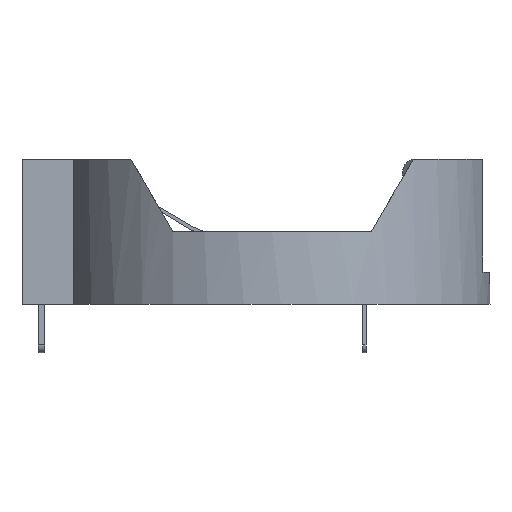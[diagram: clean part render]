
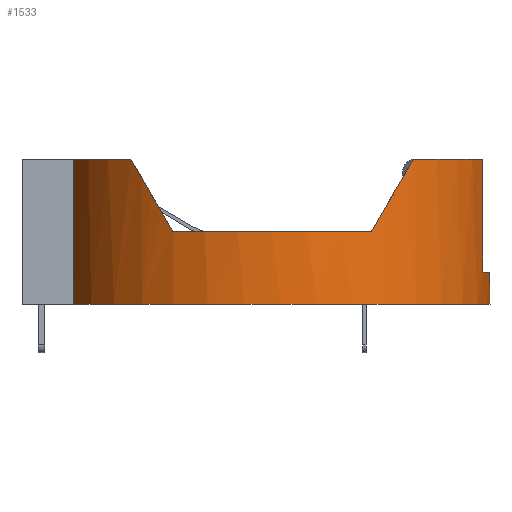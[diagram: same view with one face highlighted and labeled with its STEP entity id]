
A CAD part, front view. The second image highlights one B-rep face of the part: STEP entity #1533.
In plain terms, the highlighted cylindrical face has radius 13.5 mm (diameter 27 mm), a partial arc.
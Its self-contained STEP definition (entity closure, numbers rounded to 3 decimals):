
#289 = VERTEX_POINT('',#290);
#290 = CARTESIAN_POINT('',(27.365,-3.4,2.));
#296 = EDGE_CURVE('',#297,#289,#299,.T.);
#297 = VERTEX_POINT('',#298);
#298 = CARTESIAN_POINT('',(27.365,3.4,2.));
#299 = CIRCLE('',#300,13.5);
#300 = AXIS2_PLACEMENT_3D('',#301,#302,#303);
#301 = CARTESIAN_POINT('',(14.3,0.,2.));
#302 = DIRECTION('',(0.,0.,-1.));
#303 = DIRECTION('',(1.,0.,0.));
#671 = VERTEX_POINT('',#672);
#672 = CARTESIAN_POINT('',(1.971,-5.5,0.));
#678 = EDGE_CURVE('',#679,#671,#681,.T.);
#679 = VERTEX_POINT('',#680);
#680 = CARTESIAN_POINT('',(1.971,-5.5,9.));
#681 = LINE('',#682,#683);
#682 = CARTESIAN_POINT('',(1.971,-5.5,40.5));
#683 = VECTOR('',#684,1.);
#684 = DIRECTION('',(0.,0.,-1.));
#733 = VERTEX_POINT('',#734);
#734 = CARTESIAN_POINT('',(1.971,5.5,9.));
#740 = EDGE_CURVE('',#733,#741,#743,.T.);
#741 = VERTEX_POINT('',#742);
#742 = CARTESIAN_POINT('',(1.971,5.5,0.));
#743 = LINE('',#744,#745);
#744 = CARTESIAN_POINT('',(1.971,5.5,40.5));
#745 = VECTOR('',#746,1.);
#746 = DIRECTION('',(0.,0.,-1.));
#1173 = EDGE_CURVE('',#741,#671,#1174,.T.);
#1174 = CIRCLE('',#1175,13.5);
#1175 = AXIS2_PLACEMENT_3D('',#1176,#1177,#1178);
#1176 = CARTESIAN_POINT('',(14.3,0.,0.));
#1177 = DIRECTION('',(0.,0.,-1.));
#1178 = DIRECTION('',(1.,0.,0.));
#1514 = EDGE_CURVE('',#1515,#679,#1517,.T.);
#1515 = VERTEX_POINT('',#1516);
#1516 = CARTESIAN_POINT('',(5.552,-10.282,9.));
#1517 = CIRCLE('',#1518,13.5);
#1518 = AXIS2_PLACEMENT_3D('',#1519,#1520,#1521);
#1519 = CARTESIAN_POINT('',(14.3,0.,9.));
#1520 = DIRECTION('',(0.,0.,-1.));
#1521 = DIRECTION('',(1.,0.,0.));
#1533 = ADVANCED_FACE('',(#1534),#1634,.T.);
#1534 = FACE_BOUND('',#1535,.T.);
#1535 = EDGE_LOOP('',(#1536,#1537,#1538,#1539,#1548,#1557,#1566,#1575,
    #1584,#1590,#1591,#1599,#1608,#1617,#1626,#1633));
#1536 = ORIENTED_EDGE('',*,*,#678,.T.);
#1537 = ORIENTED_EDGE('',*,*,#1173,.F.);
#1538 = ORIENTED_EDGE('',*,*,#740,.F.);
#1539 = ORIENTED_EDGE('',*,*,#1540,.T.);
#1540 = EDGE_CURVE('',#733,#1541,#1543,.T.);
#1541 = VERTEX_POINT('',#1542);
#1542 = CARTESIAN_POINT('',(5.552,10.282,9.));
#1543 = CIRCLE('',#1544,13.5);
#1544 = AXIS2_PLACEMENT_3D('',#1545,#1546,#1547);
#1545 = CARTESIAN_POINT('',(14.3,0.,9.));
#1546 = DIRECTION('',(0.,0.,-1.));
#1547 = DIRECTION('',(1.,0.,0.));
#1548 = ORIENTED_EDGE('',*,*,#1549,.T.);
#1549 = EDGE_CURVE('',#1541,#1550,#1552,.T.);
#1550 = VERTEX_POINT('',#1551);
#1551 = CARTESIAN_POINT('',(8.15,12.018,4.5));
#1552 = ELLIPSE('',#1553,27.,13.5);
#1553 = AXIS2_PLACEMENT_3D('',#1554,#1555,#1556);
#1554 = CARTESIAN_POINT('',(14.3,0.,-6.152));
#1555 = DIRECTION('',(-0.866,0.,-0.5));
#1556 = DIRECTION('',(0.5,0.,-0.866));
#1557 = ORIENTED_EDGE('',*,*,#1558,.F.);
#1558 = EDGE_CURVE('',#1559,#1550,#1561,.T.);
#1559 = VERTEX_POINT('',#1560);
#1560 = CARTESIAN_POINT('',(20.45,12.018,4.5));
#1561 = CIRCLE('',#1562,13.5);
#1562 = AXIS2_PLACEMENT_3D('',#1563,#1564,#1565);
#1563 = CARTESIAN_POINT('',(14.3,0.,4.5));
#1564 = DIRECTION('',(0.,0.,1.));
#1565 = DIRECTION('',(-1.,0.,0.));
#1566 = ORIENTED_EDGE('',*,*,#1567,.T.);
#1567 = EDGE_CURVE('',#1559,#1568,#1570,.T.);
#1568 = VERTEX_POINT('',#1569);
#1569 = CARTESIAN_POINT('',(23.048,10.282,9.));
#1570 = ELLIPSE('',#1571,27.,13.5);
#1571 = AXIS2_PLACEMENT_3D('',#1572,#1573,#1574);
#1572 = CARTESIAN_POINT('',(14.3,0.,-6.152));
#1573 = DIRECTION('',(0.866,0.,-0.5));
#1574 = DIRECTION('',(-0.5,0.,-0.866));
#1575 = ORIENTED_EDGE('',*,*,#1576,.T.);
#1576 = EDGE_CURVE('',#1568,#1577,#1579,.T.);
#1577 = VERTEX_POINT('',#1578);
#1578 = CARTESIAN_POINT('',(27.365,3.4,9.));
#1579 = CIRCLE('',#1580,13.5);
#1580 = AXIS2_PLACEMENT_3D('',#1581,#1582,#1583);
#1581 = CARTESIAN_POINT('',(14.3,0.,9.));
#1582 = DIRECTION('',(0.,0.,-1.));
#1583 = DIRECTION('',(1.,0.,0.));
#1584 = ORIENTED_EDGE('',*,*,#1585,.T.);
#1585 = EDGE_CURVE('',#1577,#297,#1586,.T.);
#1586 = LINE('',#1587,#1588);
#1587 = CARTESIAN_POINT('',(27.365,3.4,9.));
#1588 = VECTOR('',#1589,1.);
#1589 = DIRECTION('',(0.,0.,-1.));
#1590 = ORIENTED_EDGE('',*,*,#296,.T.);
#1591 = ORIENTED_EDGE('',*,*,#1592,.T.);
#1592 = EDGE_CURVE('',#289,#1593,#1595,.T.);
#1593 = VERTEX_POINT('',#1594);
#1594 = CARTESIAN_POINT('',(27.365,-3.4,9.));
#1595 = LINE('',#1596,#1597);
#1596 = CARTESIAN_POINT('',(27.365,-3.4,9.));
#1597 = VECTOR('',#1598,1.);
#1598 = DIRECTION('',(0.,0.,1.));
#1599 = ORIENTED_EDGE('',*,*,#1600,.T.);
#1600 = EDGE_CURVE('',#1593,#1601,#1603,.T.);
#1601 = VERTEX_POINT('',#1602);
#1602 = CARTESIAN_POINT('',(23.048,-10.282,9.));
#1603 = CIRCLE('',#1604,13.5);
#1604 = AXIS2_PLACEMENT_3D('',#1605,#1606,#1607);
#1605 = CARTESIAN_POINT('',(14.3,0.,9.));
#1606 = DIRECTION('',(0.,0.,-1.));
#1607 = DIRECTION('',(1.,0.,0.));
#1608 = ORIENTED_EDGE('',*,*,#1609,.T.);
#1609 = EDGE_CURVE('',#1601,#1610,#1612,.T.);
#1610 = VERTEX_POINT('',#1611);
#1611 = CARTESIAN_POINT('',(20.45,-12.018,4.5));
#1612 = ELLIPSE('',#1613,27.,13.5);
#1613 = AXIS2_PLACEMENT_3D('',#1614,#1615,#1616);
#1614 = CARTESIAN_POINT('',(14.3,0.,-6.152));
#1615 = DIRECTION('',(0.866,0.,-0.5));
#1616 = DIRECTION('',(-0.5,0.,-0.866));
#1617 = ORIENTED_EDGE('',*,*,#1618,.F.);
#1618 = EDGE_CURVE('',#1619,#1610,#1621,.T.);
#1619 = VERTEX_POINT('',#1620);
#1620 = CARTESIAN_POINT('',(8.15,-12.018,4.5));
#1621 = CIRCLE('',#1622,13.5);
#1622 = AXIS2_PLACEMENT_3D('',#1623,#1624,#1625);
#1623 = CARTESIAN_POINT('',(14.3,0.,4.5));
#1624 = DIRECTION('',(0.,0.,1.));
#1625 = DIRECTION('',(-1.,0.,0.));
#1626 = ORIENTED_EDGE('',*,*,#1627,.T.);
#1627 = EDGE_CURVE('',#1619,#1515,#1628,.T.);
#1628 = ELLIPSE('',#1629,27.,13.5);
#1629 = AXIS2_PLACEMENT_3D('',#1630,#1631,#1632);
#1630 = CARTESIAN_POINT('',(14.3,0.,-6.152));
#1631 = DIRECTION('',(-0.866,0.,-0.5));
#1632 = DIRECTION('',(0.5,0.,-0.866));
#1633 = ORIENTED_EDGE('',*,*,#1514,.T.);
#1634 = CYLINDRICAL_SURFACE('',#1635,13.5);
#1635 = AXIS2_PLACEMENT_3D('',#1636,#1637,#1638);
#1636 = CARTESIAN_POINT('',(14.3,0.,9.));
#1637 = DIRECTION('',(0.,0.,-1.));
#1638 = DIRECTION('',(-1.,0.,0.));
